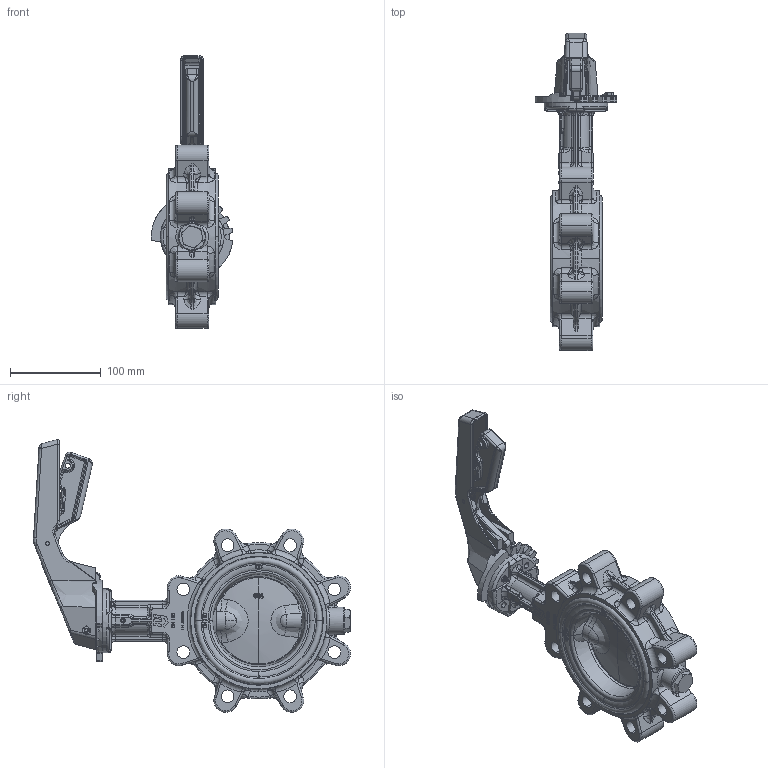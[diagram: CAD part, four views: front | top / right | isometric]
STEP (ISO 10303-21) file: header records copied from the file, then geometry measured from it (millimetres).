
FILE_DESCRIPTION (( 'STEP AP203' ), '1' );
FILE_NAME ('AK02_DN100.STEP', '2022-10-18T06:28:14', ( '' ), ( '' ), 'SwSTEP 2.0', 'SolidWorks 2021', '' );
FILE_SCHEMA (( 'CONFIG_CONTROL_DESIGN' ));
Length unit declared in the file: metre
Products named in the file (12): 01AM4 ABO; 01AM4 ABO_8; AK02_DN100; 01AM4 ABO_9; 01AM4 ABO_5; 01AM4 ABO_6; 01AM4 ABO_3; AK02_DN100_OH; 01AM4 ABO_2; Handhebel_DN32 bis DN100; 01AM4 ABO_4; 01AM4 ABO_7
Assembly tree (11 placements, depth 3):
  AK02_DN100
    AK02_DN100_OH
    Handhebel_DN32 bis DN100
      01AM4 ABO_4
      01AM4 ABO_7
      01AM4 ABO_6
      01AM4 ABO_8
      01AM4 ABO
      01AM4 ABO_5
      01AM4 ABO_9
      01AM4 ABO_2
      01AM4 ABO_3
Bounding box: 89.54 x 349.03 x 300.54 mm (x, y, z)
Volume: 1121411.1 mm3; surface area: 222233 mm2
Topology: 10 solids, 16 shells, 2607 faces, 6599 edges, 4012 vertices
Faces by surface type: plane 797, cylinder 745, bspline 637, torus 313, cone 84, sphere 31
Entity records: 121274 total; most frequent: CARTESIAN_POINT 62423, ORIENTED_EDGE 12988, DIRECTION 10731, EDGE_CURVE 6494, VERTEX_POINT 4011, AXIS2_PLACEMENT_3D 3996, EDGE_LOOP 2743, LINE 2739
